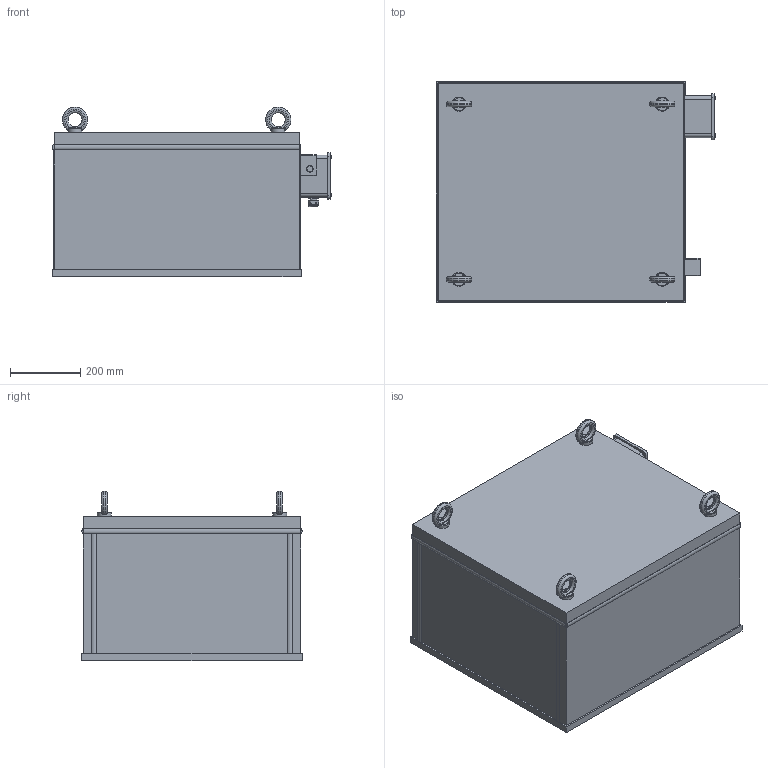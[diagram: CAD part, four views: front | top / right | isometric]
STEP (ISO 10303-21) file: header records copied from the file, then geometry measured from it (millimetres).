
FILE_DESCRIPTION(/* description */ ('','CAx-IF Rec.Pracs.---Representation and Presentation of Product Manufacturing Information (PMI)---4.0---2014-10-13'),/* implementation_level */ '2;1');
FILE_NAME(/* name */ 'SEBM020001.stp',/* time_stamp */ '2020-06-23T17:38:15+02:00',/* author */ ('tt'),/* organization */ (''),/* preprocessor_version */ 'ST-DEVELOPER v17.2',/* originating_system */ 'Autodesk Inventor 2019',/* authorisation */ '');
FILE_SCHEMA (('AP242_MANAGED_MODEL_BASED_3D_ENGINEERING_MIM_LF { 1 0 10303 442 1 1 4 }'));
Products named in the file (1): Part6
Bounding box: 797.5 x 630 x 483.93 mm (x, y, z)
Volume: 174923043 mm3; surface area: 2361118.2 mm2
Topology: 1 solids, 56 shells, 1850 faces, 4969 edges, 3169 vertices
Faces by surface type: plane 945, cylinder 491, cone 242, bspline 96, torus 76
Full cylindrical faces by diameter (mm): 4.2 x4, 5 x4, 5.3 x4, 6 x4, 6.88 x4, 8 x4, 8.4 x4, 8.5 x14, 9 x4, 10 x36, 10.5 x11, 11 x21, 11.63 x4, 14.63 x1, 15 x2, 16 x24, 17 x4, 17.5 x4, 18 x26, 20 x4, 22.5 x1, 23 x1, 25 x1, 27 x1, 40 x8
Entity records: 95724 total; most frequent: CARTESIAN_POINT 47189, DIRECTION 10074, ORIENTED_EDGE 9820, EDGE_CURVE 4910, AXIS2_PLACEMENT_3D 4130, VERTEX_POINT 3169, EDGE_LOOP 2099, STYLED_ITEM 1851
